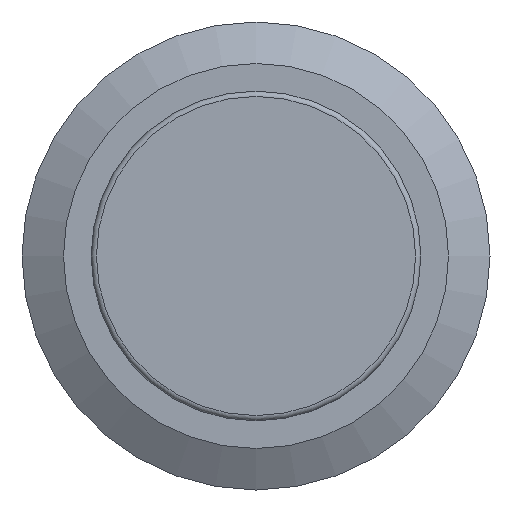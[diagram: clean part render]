
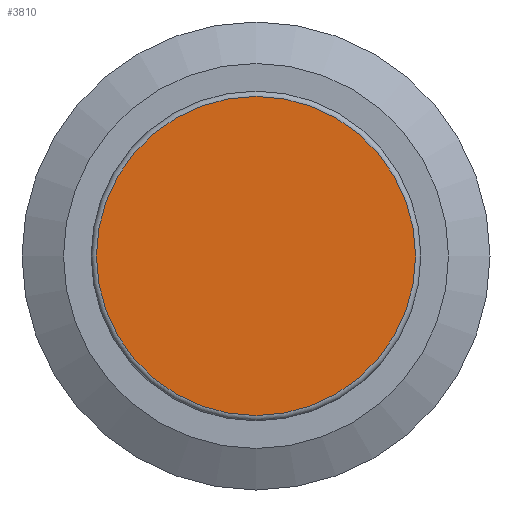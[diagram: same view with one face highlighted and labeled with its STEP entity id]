
A CAD part, left-side view. The second image highlights one B-rep face of the part: STEP entity #3810.
In plain terms, the highlighted planar face has unit normal (-1, 0, 0).
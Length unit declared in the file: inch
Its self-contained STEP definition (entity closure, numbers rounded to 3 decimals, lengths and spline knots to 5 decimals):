
#353=FACE_OUTER_BOUND('',#581,.T.);
#581=EDGE_LOOP('',(#3320));
#1475=CIRCLE('',#4086,0.29528);
#1805=VERTEX_POINT('',#6397);
#2320=EDGE_CURVE('',#1805,#1805,#1475,.T.);
#3320=ORIENTED_EDGE('',*,*,#2320,.F.);
#3614=PLANE('',#4087);
#3810=ADVANCED_FACE('',(#353),#3614,.F.);
#4086=AXIS2_PLACEMENT_3D('',#6399,#4902,#4903);
#4087=AXIS2_PLACEMENT_3D('',#6400,#4904,#4905);
#4902=DIRECTION('center_axis',(1.,0.,0.));
#4903=DIRECTION('ref_axis',(0.,0.,1.));
#4904=DIRECTION('center_axis',(1.,0.,0.));
#4905=DIRECTION('ref_axis',(0.,0.,1.));
#6397=CARTESIAN_POINT('',(-0.14961,0.,-0.29528));
#6399=CARTESIAN_POINT('Origin',(-0.14961,0.,0.));
#6400=CARTESIAN_POINT('Origin',(-0.14961,0.,0.));
